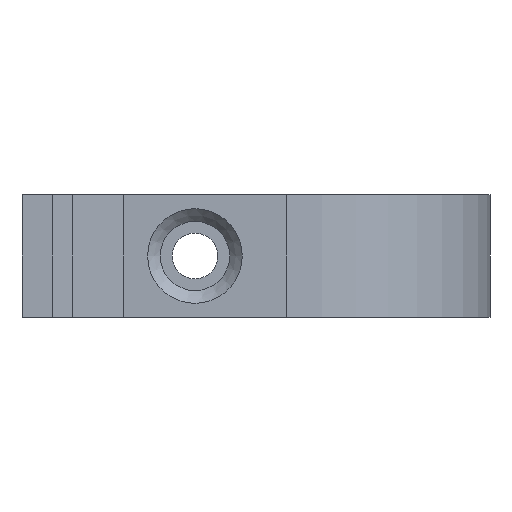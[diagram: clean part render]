
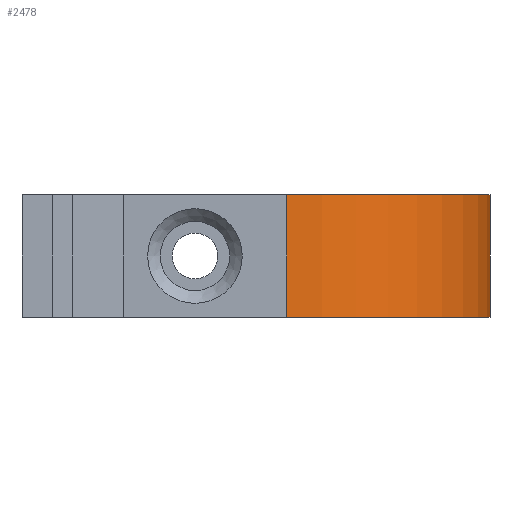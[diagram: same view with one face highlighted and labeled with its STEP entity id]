
A CAD part, left-side view. The second image highlights one B-rep face of the part: STEP entity #2478.
In plain terms, the highlighted cylindrical face has radius 20 mm (diameter 40 mm), a partial arc.
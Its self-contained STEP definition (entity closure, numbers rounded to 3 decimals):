
#184=CYLINDRICAL_SURFACE('',#2755,20.);
#303=FACE_OUTER_BOUND('',#475,.T.);
#475=EDGE_LOOP('',(#2329,#2330,#2331,#2332));
#483=LINE('',#3509,#698);
#692=LINE('',#4342,#907);
#698=VECTOR('',#2780,10.);
#907=VECTOR('',#3477,10.);
#922=CIRCLE('',#2519,20.);
#980=CIRCLE('',#2588,20.);
#1050=VERTEX_POINT('',#3507);
#1051=VERTEX_POINT('',#3508);
#1070=VERTEX_POINT('',#3549);
#1172=VERTEX_POINT('',#3818);
#1289=EDGE_CURVE('',#1050,#1051,#483,.T.);
#1310=EDGE_CURVE('',#1070,#1050,#922,.T.);
#1424=EDGE_CURVE('',#1051,#1172,#980,.T.);
#1634=EDGE_CURVE('',#1070,#1172,#692,.T.);
#2329=ORIENTED_EDGE('',*,*,#1634,.T.);
#2330=ORIENTED_EDGE('',*,*,#1424,.F.);
#2331=ORIENTED_EDGE('',*,*,#1289,.F.);
#2332=ORIENTED_EDGE('',*,*,#1310,.F.);
#2478=ADVANCED_FACE('',(#303),#184,.T.);
#2519=AXIS2_PLACEMENT_3D('',#3551,#2811,#2812);
#2588=AXIS2_PLACEMENT_3D('',#3819,#3004,#3005);
#2755=AXIS2_PLACEMENT_3D('',#4343,#3478,#3479);
#2780=DIRECTION('',(0.,0.,1.));
#2811=DIRECTION('center_axis',(0.,0.,-1.));
#2812=DIRECTION('ref_axis',(-1.,0.,0.));
#3004=DIRECTION('center_axis',(0.,0.,1.));
#3005=DIRECTION('ref_axis',(-1.,0.,0.));
#3477=DIRECTION('',(0.,0.,1.));
#3478=DIRECTION('center_axis',(0.,0.,1.));
#3479=DIRECTION('ref_axis',(-1.,0.,0.));
#3507=CARTESIAN_POINT('',(1.,-30.,-6.));
#3508=CARTESIAN_POINT('',(1.,-30.,6.));
#3509=CARTESIAN_POINT('',(1.,-30.,0.));
#3549=CARTESIAN_POINT('',(21.,-50.,-6.));
#3551=CARTESIAN_POINT('Origin',(21.,-30.,-6.));
#3818=CARTESIAN_POINT('',(21.,-50.,6.));
#3819=CARTESIAN_POINT('Origin',(21.,-30.,6.));
#4342=CARTESIAN_POINT('',(21.,-50.,0.));
#4343=CARTESIAN_POINT('Origin',(21.,-30.,0.));
